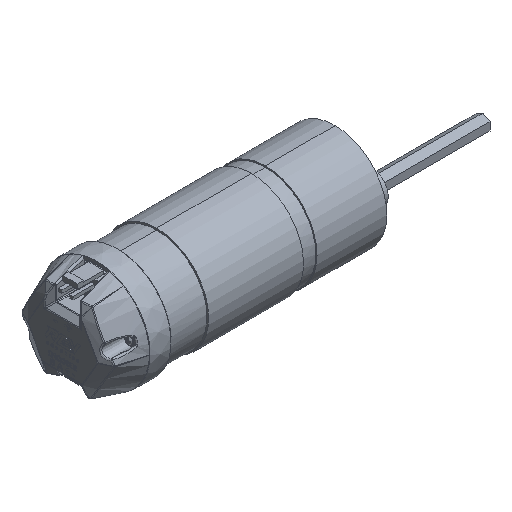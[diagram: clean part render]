
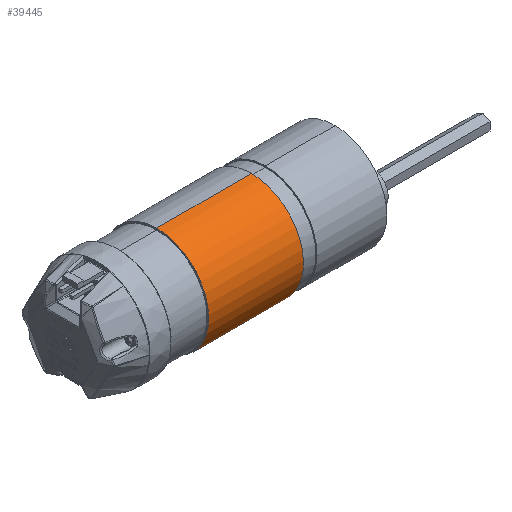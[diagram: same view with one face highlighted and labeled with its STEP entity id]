
A CAD part, isometric view. The second image highlights one B-rep face of the part: STEP entity #39445.
In plain terms, the highlighted cylindrical face has radius 18.65 mm (diameter 37.3 mm), a partial arc.
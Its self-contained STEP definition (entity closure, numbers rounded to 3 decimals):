
#751 = CARTESIAN_POINT ( 'NONE',  ( 18., 0., -18.65 ) ) ;
#2371 = ORIENTED_EDGE ( 'NONE', *, *, #39043, .T. ) ;
#2949 = VECTOR ( 'NONE', #21624, 1000. ) ;
#3010 = ORIENTED_EDGE ( 'NONE', *, *, #26916, .T. ) ;
#4781 = CIRCLE ( 'NONE', #59779, 18.65 ) ;
#6186 = VERTEX_POINT ( 'NONE', #751 ) ;
#6556 = DIRECTION ( 'NONE',  ( -1., 0., 0. ) ) ;
#6810 = ORIENTED_EDGE ( 'NONE', *, *, #15420, .F. ) ;
#7878 = DIRECTION ( 'NONE',  ( 1., 0., 0. ) ) ;
#12719 = LINE ( 'NONE', #15717, #14250 ) ;
#12745 = ORIENTED_EDGE ( 'NONE', *, *, #42112, .T. ) ;
#14250 = VECTOR ( 'NONE', #25266, 1000. ) ;
#15420 = EDGE_CURVE ( 'NONE', #6186, #49170, #12719, .T. ) ;
#15717 = CARTESIAN_POINT ( 'NONE',  ( 18., 0., -18.65 ) ) ;
#16900 = CIRCLE ( 'NONE', #37936, 18.65 ) ;
#17195 = CARTESIAN_POINT ( 'NONE',  ( 52., 0., 0. ) ) ;
#18181 = DIRECTION ( 'NONE',  ( 1., 0., 0. ) ) ;
#18408 = CARTESIAN_POINT ( 'NONE',  ( 18., 0., 0. ) ) ;
#21624 = DIRECTION ( 'NONE',  ( 1., 0., 0. ) ) ;
#22375 = LINE ( 'NONE', #51322, #2949 ) ;
#23398 = DIRECTION ( 'NONE',  ( 0., 0., -1. ) ) ;
#24630 = EDGE_LOOP ( 'NONE', ( #6810, #12745, #3010, #2371 ) ) ;
#25266 = DIRECTION ( 'NONE',  ( 1., 0., 0. ) ) ;
#26916 = EDGE_CURVE ( 'NONE', #37335, #62087, #22375, .T. ) ;
#28709 = CARTESIAN_POINT ( 'NONE',  ( 18., 4.955, 17.98 ) ) ;
#28796 = CYLINDRICAL_SURFACE ( 'NONE', #40306, 18.65 ) ;
#36963 = DIRECTION ( 'NONE',  ( 0., 0., -1. ) ) ;
#37335 = VERTEX_POINT ( 'NONE', #28709 ) ;
#37936 = AXIS2_PLACEMENT_3D ( 'NONE', #18408, #18181, #23398 ) ;
#39043 = EDGE_CURVE ( 'NONE', #62087, #49170, #4781, .T. ) ;
#39445 = ADVANCED_FACE ( 'NONE', ( #42004 ), #28796, .T. ) ;
#40306 = AXIS2_PLACEMENT_3D ( 'NONE', #62470, #7878, #36963 ) ;
#42004 = FACE_OUTER_BOUND ( 'NONE', #24630, .T. ) ;
#42112 = EDGE_CURVE ( 'NONE', #6186, #37335, #16900, .T. ) ;
#46430 = DIRECTION ( 'NONE',  ( 0., 0., -1. ) ) ;
#49170 = VERTEX_POINT ( 'NONE', #51832 ) ;
#51322 = CARTESIAN_POINT ( 'NONE',  ( 18., 4.955, 17.98 ) ) ;
#51832 = CARTESIAN_POINT ( 'NONE',  ( 52., 0., -18.65 ) ) ;
#52968 = CARTESIAN_POINT ( 'NONE',  ( 52., 4.955, 17.98 ) ) ;
#59779 = AXIS2_PLACEMENT_3D ( 'NONE', #17195, #6556, #46430 ) ;
#62087 = VERTEX_POINT ( 'NONE', #52968 ) ;
#62470 = CARTESIAN_POINT ( 'NONE',  ( 18., 0., 0. ) ) ;
